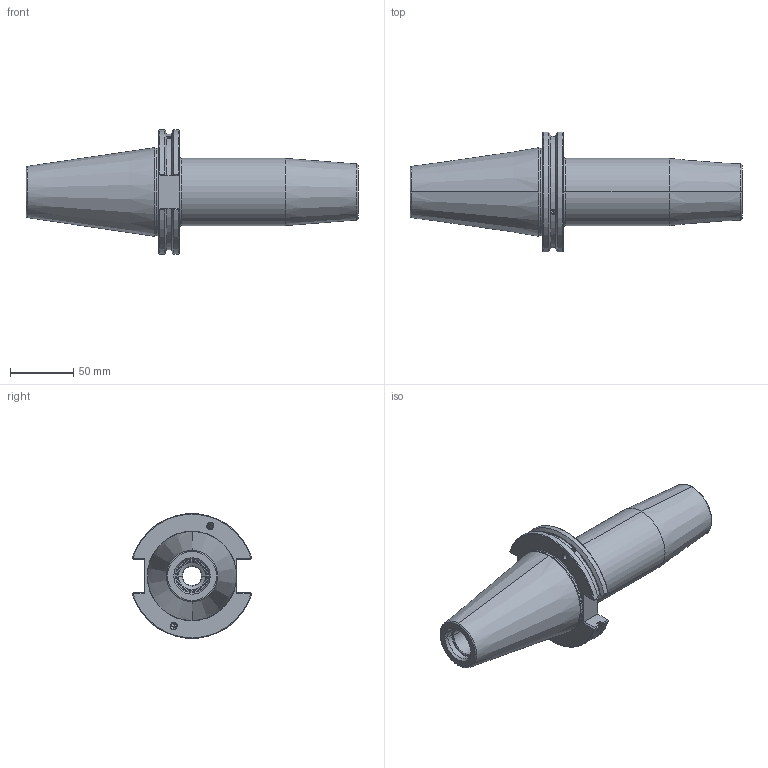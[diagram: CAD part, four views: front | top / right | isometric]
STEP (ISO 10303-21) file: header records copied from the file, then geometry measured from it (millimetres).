
FILE_DESCRIPTION((''),'2;1');
FILE_NAME('VL050-CAT50ADB-SFH31_75-160','2019-03-27T16:01:14',('KKK'),(''),'CREO PARAMETRIC BY PTC INC, 2018100','CREO PARAMETRIC BY PTC INC, 2018100','');
FILE_SCHEMA(('CONFIG_CONTROL_DESIGN'));
Length unit declared in the file: millimetre
Products named in the file (1): VL050-CAT50ADB-SFH31_75-160
Bounding box: 261.6 x 94.37 x 98.07 mm (x, y, z)
Volume: 532328.6 mm3; surface area: 82629.9 mm2
Topology: 1 solids, 7 shells, 140 faces, 368 edges, 235 vertices
Faces by surface type: cylinder 58, plane 42, cone 24, torus 16
Entity records: 4637 total; most frequent: CARTESIAN_POINT 1166, DIRECTION 722, ORIENTED_EDGE 700, EDGE_CURVE 362, AXIS2_PLACEMENT_3D 291, VERTEX_POINT 235, EDGE_LOOP 161, CIRCLE 150
